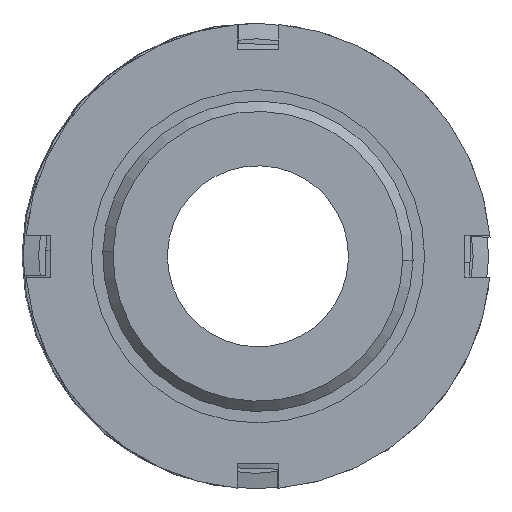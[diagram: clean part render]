
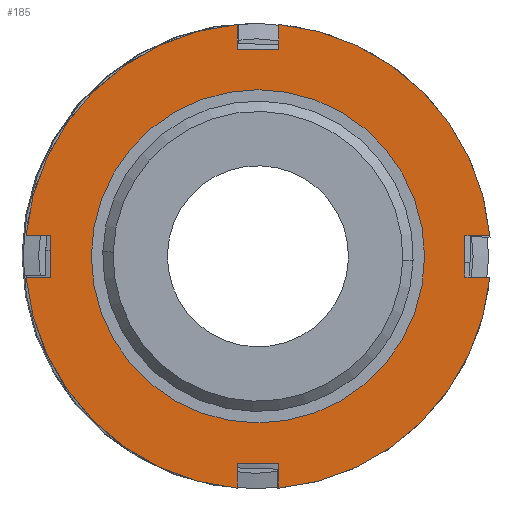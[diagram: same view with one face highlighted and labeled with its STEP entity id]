
A CAD part, front view. The second image highlights one B-rep face of the part: STEP entity #185.
In plain terms, the highlighted planar face has unit normal (0, -1, 0).
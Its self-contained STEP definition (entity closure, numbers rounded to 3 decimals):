
#2 = CARTESIAN_POINT ( 'NONE',  ( -2., -37., 20. ) ) ;
#18 = CARTESIAN_POINT ( 'NONE',  ( 22.411, -37., -2. ) ) ;
#28 = CARTESIAN_POINT ( 'NONE',  ( 2., -37., 0. ) ) ;
#35 = DIRECTION ( 'NONE',  ( 0., 1., 0. ) ) ;
#42 = DIRECTION ( 'NONE',  ( 0., 0., 1. ) ) ;
#69 = VECTOR ( 'NONE', #2462, 1000. ) ;
#74 = DIRECTION ( 'NONE',  ( 0., 1., 0. ) ) ;
#89 = CARTESIAN_POINT ( 'NONE',  ( 0., -37., 16.1 ) ) ;
#98 = CARTESIAN_POINT ( 'NONE',  ( 20., -37., 2. ) ) ;
#118 = VERTEX_POINT ( 'NONE', #1403 ) ;
#120 = CIRCLE ( 'NONE', #2884, 16.1 ) ;
#122 = VERTEX_POINT ( 'NONE', #2702 ) ;
#127 = EDGE_CURVE ( 'NONE', #436, #2108, #1745, .T. ) ;
#136 = VERTEX_POINT ( 'NONE', #98 ) ;
#162 = LINE ( 'NONE', #28, #1029 ) ;
#185 = ADVANCED_FACE ( 'NONE', ( #1446, #3012 ), #2381, .F. ) ;
#194 = CARTESIAN_POINT ( 'NONE',  ( 2., -37., -20. ) ) ;
#204 = CARTESIAN_POINT ( 'NONE',  ( 22.411, -37., 2. ) ) ;
#222 = CARTESIAN_POINT ( 'NONE',  ( -20., -37., 2. ) ) ;
#238 = AXIS2_PLACEMENT_3D ( 'NONE', #2130, #1645, #893 ) ;
#251 = CARTESIAN_POINT ( 'NONE',  ( -2., -37., 0. ) ) ;
#267 = LINE ( 'NONE', #1850, #1861 ) ;
#274 = LINE ( 'NONE', #251, #1637 ) ;
#275 = DIRECTION ( 'NONE',  ( 0., 0., 1. ) ) ;
#301 = VECTOR ( 'NONE', #2603, 1000. ) ;
#331 = ORIENTED_EDGE ( 'NONE', *, *, #1556, .F. ) ;
#436 = VERTEX_POINT ( 'NONE', #89 ) ;
#451 = CARTESIAN_POINT ( 'NONE',  ( 2., -37., 22.411 ) ) ;
#480 = EDGE_CURVE ( 'NONE', #2837, #1155, #1740, .T. ) ;
#500 = EDGE_CURVE ( 'NONE', #122, #593, #267, .T. ) ;
#529 = ORIENTED_EDGE ( 'NONE', *, *, #622, .T. ) ;
#574 = CIRCLE ( 'NONE', #1153, 22.5 ) ;
#593 = VERTEX_POINT ( 'NONE', #194 ) ;
#600 = DIRECTION ( 'NONE',  ( 1., 0., 0. ) ) ;
#619 = CARTESIAN_POINT ( 'NONE',  ( -20., -37., 0. ) ) ;
#622 = EDGE_CURVE ( 'NONE', #1463, #1490, #3121, .T. ) ;
#635 = AXIS2_PLACEMENT_3D ( 'NONE', #1756, #1271, #2263 ) ;
#676 = AXIS2_PLACEMENT_3D ( 'NONE', #1709, #1228, #2468 ) ;
#694 = EDGE_CURVE ( 'NONE', #1553, #3113, #2395, .T. ) ;
#748 = DIRECTION ( 'NONE',  ( -1., 0., 0. ) ) ;
#827 = CARTESIAN_POINT ( 'NONE',  ( 2., -37., 20. ) ) ;
#856 = CIRCLE ( 'NONE', #2264, 22.5 ) ;
#878 = EDGE_CURVE ( 'NONE', #1496, #3055, #574, .T. ) ;
#893 = DIRECTION ( 'NONE',  ( 0., 0., 1. ) ) ;
#899 = CARTESIAN_POINT ( 'NONE',  ( 16.1, -37., -2. ) ) ;
#954 = EDGE_CURVE ( 'NONE', #1155, #136, #1323, .T. ) ;
#959 = AXIS2_PLACEMENT_3D ( 'NONE', #3069, #74, #3091 ) ;
#977 = EDGE_CURVE ( 'NONE', #3055, #136, #2391, .T. ) ;
#1029 = VECTOR ( 'NONE', #1268, 1000. ) ;
#1092 = DIRECTION ( 'NONE',  ( 0., 0., 1. ) ) ;
#1146 = ORIENTED_EDGE ( 'NONE', *, *, #954, .T. ) ;
#1153 = AXIS2_PLACEMENT_3D ( 'NONE', #3028, #35, #42 ) ;
#1155 = VERTEX_POINT ( 'NONE', #2277 ) ;
#1157 = CARTESIAN_POINT ( 'NONE',  ( -20., -37., -2. ) ) ;
#1162 = DIRECTION ( 'NONE',  ( 1., 0., 0. ) ) ;
#1191 = VECTOR ( 'NONE', #2826, 1000. ) ;
#1206 = ORIENTED_EDGE ( 'NONE', *, *, #977, .F. ) ;
#1209 = EDGE_CURVE ( 'NONE', #2837, #3093, #856, .T. ) ;
#1217 = DIRECTION ( 'NONE',  ( 0., 0., -1. ) ) ;
#1228 = DIRECTION ( 'NONE',  ( 0., 1., 0. ) ) ;
#1268 = DIRECTION ( 'NONE',  ( 0., 0., 1. ) ) ;
#1271 = DIRECTION ( 'NONE',  ( 0., 1., 0. ) ) ;
#1298 = ORIENTED_EDGE ( 'NONE', *, *, #2306, .F. ) ;
#1323 = LINE ( 'NONE', #1512, #69 ) ;
#1324 = CARTESIAN_POINT ( 'NONE',  ( -2., -37., 0. ) ) ;
#1333 = DIRECTION ( 'NONE',  ( 0., 0., 1. ) ) ;
#1343 = EDGE_LOOP ( 'NONE', ( #2710, #2184 ) ) ;
#1355 = CARTESIAN_POINT ( 'NONE',  ( -2., -37., 22.411 ) ) ;
#1359 = CIRCLE ( 'NONE', #676, 22.5 ) ;
#1403 = CARTESIAN_POINT ( 'NONE',  ( -2., -37., -22.411 ) ) ;
#1426 = ORIENTED_EDGE ( 'NONE', *, *, #3099, .F. ) ;
#1446 = FACE_BOUND ( 'NONE', #1343, .T. ) ;
#1463 = VERTEX_POINT ( 'NONE', #2942 ) ;
#1474 = ORIENTED_EDGE ( 'NONE', *, *, #1598, .F. ) ;
#1490 = VERTEX_POINT ( 'NONE', #222 ) ;
#1496 = VERTEX_POINT ( 'NONE', #451 ) ;
#1512 = CARTESIAN_POINT ( 'NONE',  ( 20., -37., 0. ) ) ;
#1535 = ORIENTED_EDGE ( 'NONE', *, *, #500, .T. ) ;
#1553 = VERTEX_POINT ( 'NONE', #827 ) ;
#1556 = EDGE_CURVE ( 'NONE', #2584, #2909, #2119, .T. ) ;
#1572 = DIRECTION ( 'NONE',  ( 0., 1., 0. ) ) ;
#1585 = DIRECTION ( 'NONE',  ( 0., 1., 0. ) ) ;
#1598 = EDGE_CURVE ( 'NONE', #2159, #3113, #1659, .T. ) ;
#1637 = VECTOR ( 'NONE', #275, 1000. ) ;
#1645 = DIRECTION ( 'NONE',  ( 0., 1., 0. ) ) ;
#1659 = LINE ( 'NONE', #1324, #1191 ) ;
#1709 = CARTESIAN_POINT ( 'NONE',  ( 0., -37., 0. ) ) ;
#1715 = DIRECTION ( 'NONE',  ( -1., 0., 0. ) ) ;
#1740 = LINE ( 'NONE', #899, #2773 ) ;
#1745 = CIRCLE ( 'NONE', #959, 16.1 ) ;
#1756 = CARTESIAN_POINT ( 'NONE',  ( 0., -37., 0. ) ) ;
#1788 = EDGE_CURVE ( 'NONE', #1490, #2909, #2430, .T. ) ;
#1835 = ORIENTED_EDGE ( 'NONE', *, *, #1788, .T. ) ;
#1843 = CARTESIAN_POINT ( 'NONE',  ( 0., -37., 0. ) ) ;
#1850 = CARTESIAN_POINT ( 'NONE',  ( 0., -37., -20. ) ) ;
#1861 = VECTOR ( 'NONE', #600, 1000. ) ;
#1944 = ORIENTED_EDGE ( 'NONE', *, *, #694, .T. ) ;
#1976 = CARTESIAN_POINT ( 'NONE',  ( 0., -37., 20. ) ) ;
#1991 = CARTESIAN_POINT ( 'NONE',  ( 0., -37., -16.1 ) ) ;
#2004 = EDGE_LOOP ( 'NONE', ( #331, #1426, #2778, #1535, #3050, #2081, #2504, #1146, #1206, #2670, #3031, #1944, #1474, #1298, #529, #1835 ) ) ;
#2007 = CARTESIAN_POINT ( 'NONE',  ( 2., -37., -22.411 ) ) ;
#2053 = VECTOR ( 'NONE', #1162, 1000. ) ;
#2081 = ORIENTED_EDGE ( 'NONE', *, *, #1209, .F. ) ;
#2087 = LINE ( 'NONE', #2195, #2598 ) ;
#2108 = VERTEX_POINT ( 'NONE', #1991 ) ;
#2119 = LINE ( 'NONE', #3082, #2249 ) ;
#2130 = CARTESIAN_POINT ( 'NONE',  ( 16.1, -37., 0. ) ) ;
#2159 = VERTEX_POINT ( 'NONE', #1355 ) ;
#2184 = ORIENTED_EDGE ( 'NONE', *, *, #2527, .T. ) ;
#2195 = CARTESIAN_POINT ( 'NONE',  ( 2., -37., 0. ) ) ;
#2230 = CARTESIAN_POINT ( 'NONE',  ( 16.1, -37., 2. ) ) ;
#2249 = VECTOR ( 'NONE', #2301, 1000. ) ;
#2263 = DIRECTION ( 'NONE',  ( 0., 0., 1. ) ) ;
#2264 = AXIS2_PLACEMENT_3D ( 'NONE', #1843, #1585, #1092 ) ;
#2277 = CARTESIAN_POINT ( 'NONE',  ( 20., -37., -2. ) ) ;
#2301 = DIRECTION ( 'NONE',  ( 1., 0., 0. ) ) ;
#2306 = EDGE_CURVE ( 'NONE', #1463, #2159, #1359, .T. ) ;
#2322 = CARTESIAN_POINT ( 'NONE',  ( -22.411, -37., -2. ) ) ;
#2381 = PLANE ( 'NONE',  #238 ) ;
#2391 = LINE ( 'NONE', #2230, #2560 ) ;
#2395 = LINE ( 'NONE', #1976, #3081 ) ;
#2399 = CARTESIAN_POINT ( 'NONE',  ( 16.1, -37., 2. ) ) ;
#2407 = EDGE_CURVE ( 'NONE', #3093, #593, #162, .T. ) ;
#2430 = LINE ( 'NONE', #619, #301 ) ;
#2462 = DIRECTION ( 'NONE',  ( 0., 0., 1. ) ) ;
#2468 = DIRECTION ( 'NONE',  ( 0., 0., 1. ) ) ;
#2504 = ORIENTED_EDGE ( 'NONE', *, *, #480, .T. ) ;
#2527 = EDGE_CURVE ( 'NONE', #2108, #436, #120, .T. ) ;
#2560 = VECTOR ( 'NONE', #748, 1000. ) ;
#2575 = CARTESIAN_POINT ( 'NONE',  ( 0., -37., 0. ) ) ;
#2584 = VERTEX_POINT ( 'NONE', #2322 ) ;
#2598 = VECTOR ( 'NONE', #1217, 1000. ) ;
#2601 = DIRECTION ( 'NONE',  ( -1., 0., 0. ) ) ;
#2603 = DIRECTION ( 'NONE',  ( 0., 0., -1. ) ) ;
#2670 = ORIENTED_EDGE ( 'NONE', *, *, #878, .F. ) ;
#2702 = CARTESIAN_POINT ( 'NONE',  ( -2., -37., -20. ) ) ;
#2710 = ORIENTED_EDGE ( 'NONE', *, *, #127, .T. ) ;
#2773 = VECTOR ( 'NONE', #2601, 1000. ) ;
#2778 = ORIENTED_EDGE ( 'NONE', *, *, #2937, .T. ) ;
#2826 = DIRECTION ( 'NONE',  ( 0., 0., -1. ) ) ;
#2837 = VERTEX_POINT ( 'NONE', #18 ) ;
#2884 = AXIS2_PLACEMENT_3D ( 'NONE', #2575, #1572, #1333 ) ;
#2909 = VERTEX_POINT ( 'NONE', #1157 ) ;
#2922 = CIRCLE ( 'NONE', #635, 22.5 ) ;
#2937 = EDGE_CURVE ( 'NONE', #118, #122, #274, .T. ) ;
#2942 = CARTESIAN_POINT ( 'NONE',  ( -22.411, -37., 2. ) ) ;
#3012 = FACE_OUTER_BOUND ( 'NONE', #2004, .T. ) ;
#3028 = CARTESIAN_POINT ( 'NONE',  ( 0., -37., 0. ) ) ;
#3031 = ORIENTED_EDGE ( 'NONE', *, *, #3054, .T. ) ;
#3050 = ORIENTED_EDGE ( 'NONE', *, *, #2407, .F. ) ;
#3054 = EDGE_CURVE ( 'NONE', #1496, #1553, #2087, .T. ) ;
#3055 = VERTEX_POINT ( 'NONE', #204 ) ;
#3069 = CARTESIAN_POINT ( 'NONE',  ( 0., -37., 0. ) ) ;
#3081 = VECTOR ( 'NONE', #1715, 1000. ) ;
#3082 = CARTESIAN_POINT ( 'NONE',  ( 16.1, -37., -2. ) ) ;
#3091 = DIRECTION ( 'NONE',  ( 0., 0., 1. ) ) ;
#3093 = VERTEX_POINT ( 'NONE', #2007 ) ;
#3099 = EDGE_CURVE ( 'NONE', #118, #2584, #2922, .T. ) ;
#3113 = VERTEX_POINT ( 'NONE', #2 ) ;
#3121 = LINE ( 'NONE', #2399, #2053 ) ;
